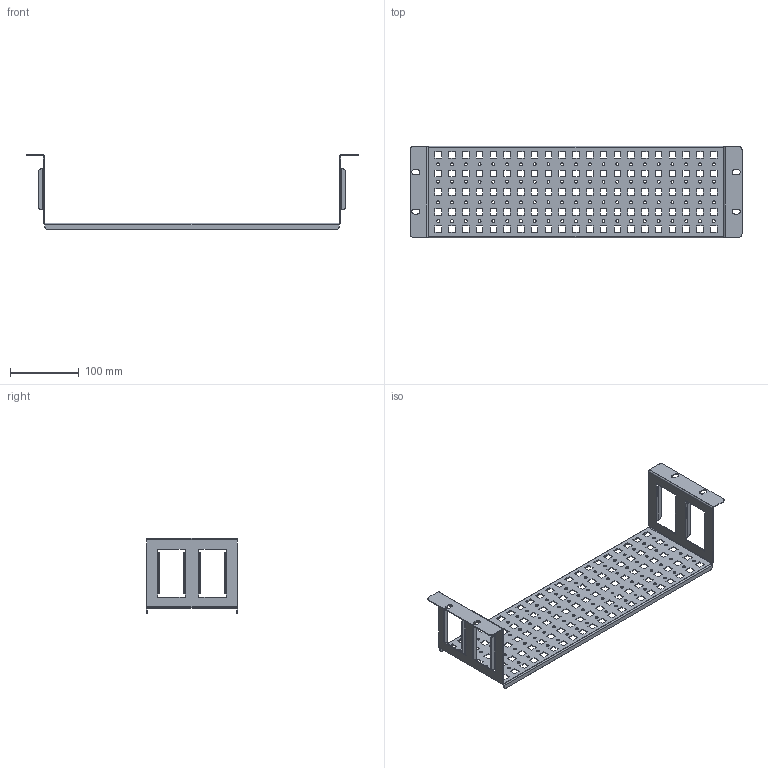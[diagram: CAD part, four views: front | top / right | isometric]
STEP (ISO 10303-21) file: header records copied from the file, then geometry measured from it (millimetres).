
FILE_DESCRIPTION (( 'STEP AP203' ), '1' );
FILE_NAME ('ÀÃÈÅ 294.06.001 ITK Ïëàòà ìîíòàæíàÿ 2U, 3U.STEP', '2024-03-29T12:56:53', ( '' ), ( '' ), 'SwSTEP 2.0', 'SolidWorks 2022', '' );
FILE_SCHEMA (( 'CONFIG_CONTROL_DESIGN' ));
Length unit declared in the file: millimetre
Products named in the file (1): АГИЕ 294.06.001  ITK Плата монтажная 2U, 3U
Bounding box: 482 x 132.4 x 109 mm (x, y, z)
Volume: 93147.9 mm3; surface area: 164673.2 mm2
Topology: 1 solids, 1 shells, 786 faces, 2240 edges, 1456 vertices
Faces by surface type: plane 554, cylinder 232
Entity records: 26217 total; most frequent: CARTESIAN_POINT 4483, ORIENTED_EDGE 4480, DIRECTION 4278, EDGE_CURVE 2240, LINE 1776, VECTOR 1776, VERTEX_POINT 1456, AXIS2_PLACEMENT_3D 1251
